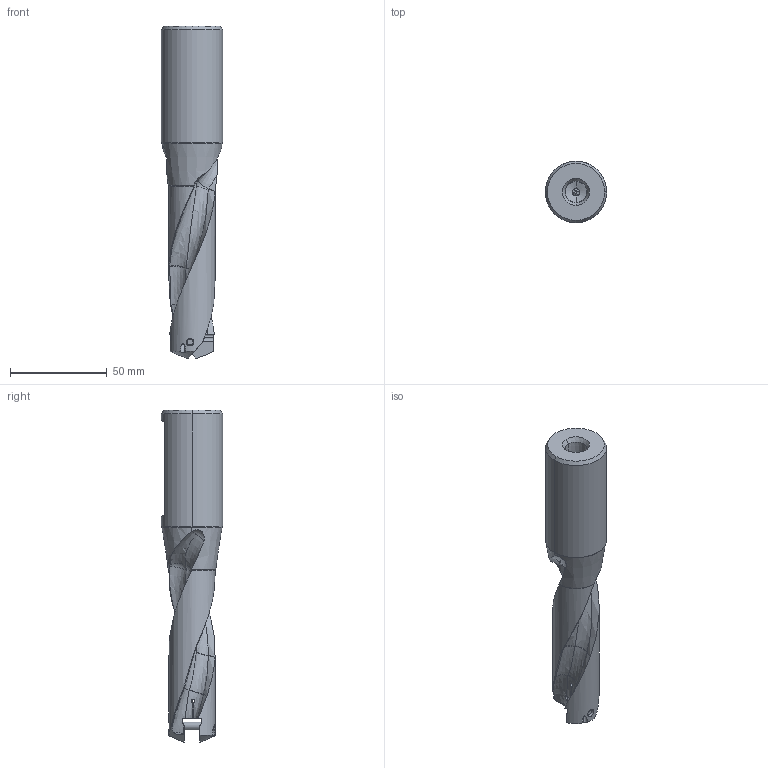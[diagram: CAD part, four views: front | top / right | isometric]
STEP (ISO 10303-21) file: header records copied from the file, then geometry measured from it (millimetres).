
FILE_DESCRIPTION(/* description */ (''),/* implementation_level */ '2;1');
FILE_NAME(/* name */ 'TAWSN0100.stp',/* time_stamp */ '2025-06-11T16:58:45+09:00',/* author */ (''),/* organization */ (''),/* preprocessor_version */ 'ST-DEVELOPER v18.101',/* originating_system */ 'SIEMENS PLM Software NX 2011',/* authorisation */ '');
FILE_SCHEMA (('AUTOMOTIVE_DESIGN { 1 0 10303 214 3 1 1 1 }'));
Length unit declared in the file: millimetre
Products named in the file (1): TAWSN0100_ASM
Bounding box: 31.75 x 31.75 x 171.53 mm (x, y, z)
Volume: 73040.6 mm3; surface area: 20582.8 mm2
Topology: 2 solids, 2 shells, 145 faces, 460 edges, 315 vertices
Faces by surface type: cylinder 48, bspline 32, cone 22, plane 19, sphere 18, torus 6
Entity records: 10200 total; most frequent: CARTESIAN_POINT 6577, ORIENTED_EDGE 912, DIRECTION 503, EDGE_CURVE 456, VERTEX_POINT 311, B_SPLINE_CURVE_WITH_KNOTS 295, AXIS2_PLACEMENT_3D 217, EDGE_LOOP 151
